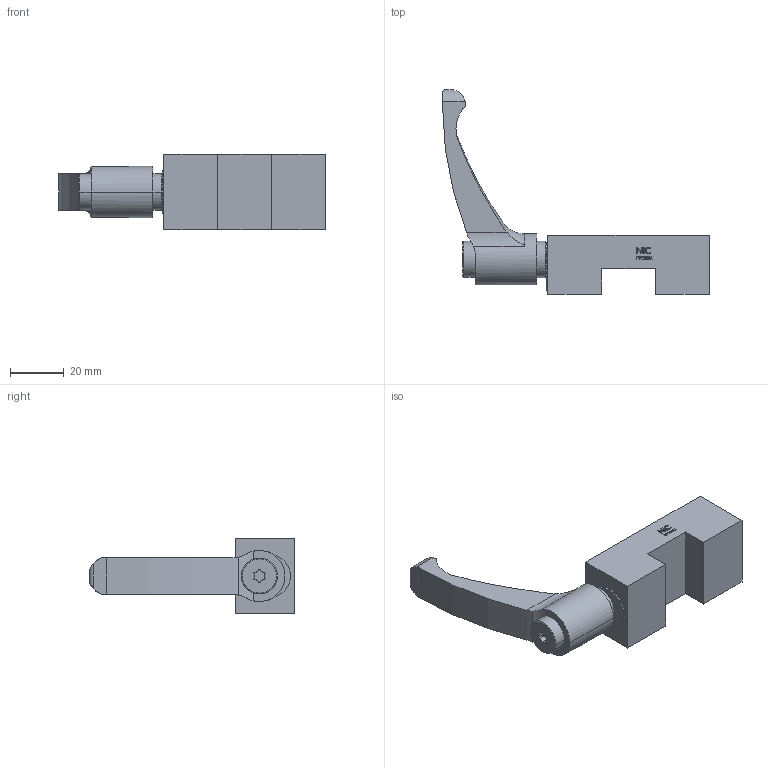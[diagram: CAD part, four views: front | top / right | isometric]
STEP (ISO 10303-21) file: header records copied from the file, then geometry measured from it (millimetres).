
FILE_DESCRIPTION((''),'2;1');
FILE_NAME('FF2001A-NIC','2023-07-12T17:58:24',('lx'),(''),'CREO PARAMETRIC BY PTC INC, 2018100','CREO PARAMETRIC BY PTC INC, 2018100','');
FILE_SCHEMA(('CONFIG_CONTROL_DESIGN'));
Length unit declared in the file: millimetre
Products named in the file (1): FF2001A-NIC
Bounding box: 99 x 76 x 28 mm (x, y, z)
Volume: 44542 mm3; surface area: 15355.6 mm2
Topology: 1 solids, 3 shells, 314 faces, 861 edges, 574 vertices
Faces by surface type: plane 253, cylinder 51, cone 4, torus 4, bspline 2
Entity records: 10059 total; most frequent: CARTESIAN_POINT 1974, ORIENTED_EDGE 1720, DIRECTION 1571, EDGE_CURVE 861, VECTOR 721, LINE 721, VERTEX_POINT 574, AXIS2_PLACEMENT_3D 425
